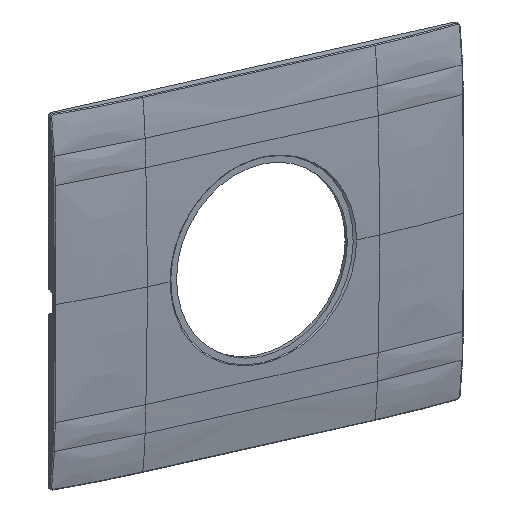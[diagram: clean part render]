
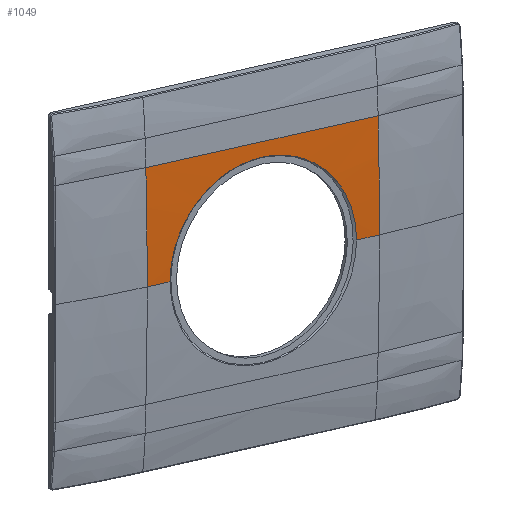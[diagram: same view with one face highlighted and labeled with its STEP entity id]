
A CAD part, top view. The second image highlights one B-rep face of the part: STEP entity #1049.
In plain terms, the highlighted cylindrical face has radius 801.109 mm (diameter 1602.22 mm), a partial arc.
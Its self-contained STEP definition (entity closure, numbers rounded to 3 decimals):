
#972=CARTESIAN_POINT('Axis2P3D Location',(17.,0.,-796.609)) ;
#977=CARTESIAN_POINT('Line Origine',(17.,0.,4.5)) ;
#981=CARTESIAN_POINT('Vertex',(34.,0.,4.5)) ;
#983=CARTESIAN_POINT('Vertex',(27.3,0.,4.5)) ;
#986=CARTESIAN_POINT('Axis2P3D Location',(34.,0.,-796.609)) ;
#990=CARTESIAN_POINT('Vertex',(34.,30.803,3.908)) ;
#993=CARTESIAN_POINT('Line Origine',(17.,30.803,3.908)) ;
#997=CARTESIAN_POINT('Vertex',(-34.,30.803,3.908)) ;
#1000=CARTESIAN_POINT('Axis2P3D Location',(-34.,0.,-796.609)) ;
#1004=CARTESIAN_POINT('Vertex',(-34.,0.,4.5)) ;
#1007=CARTESIAN_POINT('Line Origine',(17.,0.,4.5)) ;
#1011=CARTESIAN_POINT('Vertex',(-27.3,0.,4.5)) ;
#1015=CARTESIAN_POINT('Control Point',(-27.3,0.,4.5)) ;
#1016=CARTESIAN_POINT('Control Point',(-27.3,4.05,4.5)) ;
#1017=CARTESIAN_POINT('Control Point',(-26.523,8.1,4.474)) ;
#1018=CARTESIAN_POINT('Control Point',(-24.969,11.946,4.423)) ;
#1019=CARTESIAN_POINT('Control Point',(-21.598,17.145,4.324)) ;
#1020=CARTESIAN_POINT('Control Point',(-16.998,21.156,4.222)) ;
#1021=CARTESIAN_POINT('Control Point',(-15.327,22.356,4.189)) ;
#1022=CARTESIAN_POINT('Control Point',(-9.377,25.836,4.088)) ;
#1023=CARTESIAN_POINT('Control Point',(-2.536,27.373,4.032)) ;
#1024=CARTESIAN_POINT('Control Point',(2.424,27.383,4.031)) ;
#1025=CARTESIAN_POINT('Control Point',(10.602,25.58,4.097)) ;
#1026=CARTESIAN_POINT('Control Point',(17.52,21.,4.228)) ;
#1027=CARTESIAN_POINT('Control Point',(20.06,18.678,4.288)) ;
#1028=CARTESIAN_POINT('Control Point',(22.196,15.992,4.346)) ;
#1029=CARTESIAN_POINT('Control Point',(23.865,13.037,4.394)) ;
#1030=CARTESIAN_POINT('Vertex',(23.865,13.037,4.394)) ;
#1034=CARTESIAN_POINT('Control Point',(27.3,0.,4.5)) ;
#1035=CARTESIAN_POINT('Control Point',(27.3,3.411,4.5)) ;
#1036=CARTESIAN_POINT('Control Point',(26.712,6.822,4.481)) ;
#1037=CARTESIAN_POINT('Control Point',(25.539,10.074,4.442)) ;
#1038=CARTESIAN_POINT('Control Point',(23.865,13.037,4.394)) ;
#973=DIRECTION('Axis2P3D Direction',(1.,0.,0.)) ;
#974=DIRECTION('Axis2P3D XDirection',(0.,0.038,0.999)) ;
#978=DIRECTION('Vector Direction',(1.,0.,0.)) ;
#987=DIRECTION('Axis2P3D Direction',(1.,0.,0.)) ;
#994=DIRECTION('Vector Direction',(1.,0.,0.)) ;
#1001=DIRECTION('Axis2P3D Direction',(1.,0.,0.)) ;
#1008=DIRECTION('Vector Direction',(1.,0.,0.)) ;
#975=AXIS2_PLACEMENT_3D('Cylinder Axis2P3D',#972,#973,#974) ;
#988=AXIS2_PLACEMENT_3D('Circle Axis2P3D',#986,#987,$) ;
#1002=AXIS2_PLACEMENT_3D('Circle Axis2P3D',#1000,#1001,$) ;
#1041=ORIENTED_EDGE('',*,*,#985,.F.) ;
#1042=ORIENTED_EDGE('',*,*,#992,.F.) ;
#1043=ORIENTED_EDGE('',*,*,#999,.T.) ;
#1044=ORIENTED_EDGE('',*,*,#1006,.T.) ;
#1045=ORIENTED_EDGE('',*,*,#1013,.F.) ;
#1046=ORIENTED_EDGE('',*,*,#1032,.T.) ;
#1047=ORIENTED_EDGE('',*,*,#1039,.F.) ;
#979=VECTOR('Line Direction',#978,1.) ;
#995=VECTOR('Line Direction',#994,1.) ;
#1009=VECTOR('Line Direction',#1008,1.) ;
#1049=ADVANCED_FACE('PartBody',(#1048),#976,.T.) ;
#1014=B_SPLINE_CURVE_WITH_KNOTS('',5,(#1015,#1016,#1017,#1018,#1019,#1020,#1021,#1022,#1023,#1024,#1025,#1026,#1027,#1028,#1029),.UNSPECIFIED.,.F.,.U.,(6,3,3,3,6),(0.,29.055,43.813,78.612,103.009),.UNSPECIFIED.) ;
#1033=B_SPLINE_CURVE_WITH_KNOTS('',4,(#1034,#1035,#1036,#1037,#1038),.UNSPECIFIED.,.F.,.U.,(5,5),(0.,19.575),.UNSPECIFIED.) ;
#989=CIRCLE('generated circle',#988,801.109) ;
#1003=CIRCLE('generated circle',#1002,801.109) ;
#976=CYLINDRICAL_SURFACE('generated cylinder',#975,801.109) ;
#985=EDGE_CURVE('',#982,#984,#980,.F.) ;
#992=EDGE_CURVE('',#991,#982,#989,.T.) ;
#999=EDGE_CURVE('',#991,#998,#996,.F.) ;
#1006=EDGE_CURVE('',#998,#1005,#1003,.T.) ;
#1013=EDGE_CURVE('',#1012,#1005,#1010,.F.) ;
#1032=EDGE_CURVE('',#1012,#1031,#1014,.T.) ;
#1039=EDGE_CURVE('',#984,#1031,#1033,.T.) ;
#1040=EDGE_LOOP('',(#1041,#1042,#1043,#1044,#1045,#1046,#1047)) ;
#1048=FACE_OUTER_BOUND('',#1040,.T.) ;
#980=LINE('Line',#977,#979) ;
#996=LINE('Line',#993,#995) ;
#1010=LINE('Line',#1007,#1009) ;
#982=VERTEX_POINT('',#981) ;
#984=VERTEX_POINT('',#983) ;
#991=VERTEX_POINT('',#990) ;
#998=VERTEX_POINT('',#997) ;
#1005=VERTEX_POINT('',#1004) ;
#1012=VERTEX_POINT('',#1011) ;
#1031=VERTEX_POINT('',#1030) ;
